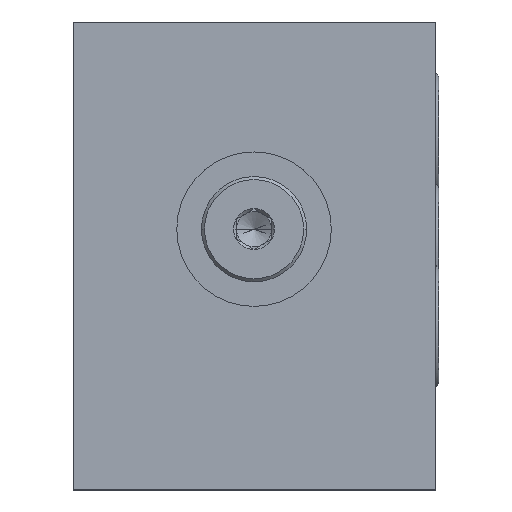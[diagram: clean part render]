
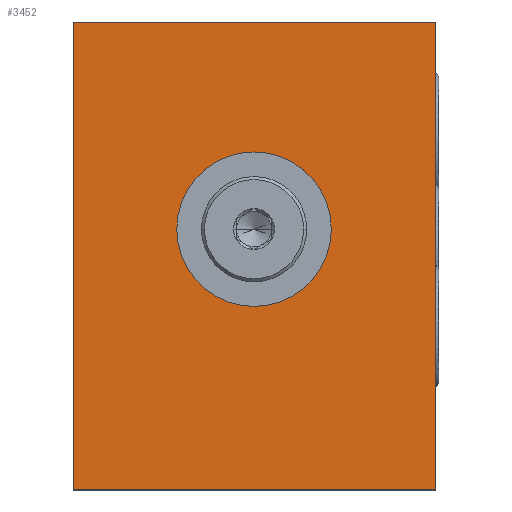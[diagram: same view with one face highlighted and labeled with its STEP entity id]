
A CAD part, top view. The second image highlights one B-rep face of the part: STEP entity #3452.
In plain terms, the highlighted planar face has unit normal (0, 0, 1).
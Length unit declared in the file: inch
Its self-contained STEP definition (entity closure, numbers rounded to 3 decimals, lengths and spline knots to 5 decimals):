
#788=DIRECTION('',(0.,-1.,0.));
#789=VECTOR('',#788,2.5);
#790=CARTESIAN_POINT('',(0.,0.,3.812));
#791=LINE('',#790,#789);
#792=DIRECTION('',(-1.,0.,0.));
#793=VECTOR('',#792,1.938);
#794=CARTESIAN_POINT('',(1.938,0.,3.812));
#795=LINE('',#794,#793);
#796=DIRECTION('',(0.,1.,0.));
#797=VECTOR('',#796,2.5);
#798=CARTESIAN_POINT('',(1.938,-2.5,3.812));
#799=LINE('',#798,#797);
#800=DIRECTION('',(1.,0.,0.));
#801=VECTOR('',#800,1.938);
#802=CARTESIAN_POINT('',(0.,-2.5,3.812));
#803=LINE('',#802,#801);
#804=CARTESIAN_POINT('',(0.969,-1.109,3.812));
#805=DIRECTION('',(0.,0.,-1.));
#806=DIRECTION('',(-1.,0.,0.));
#807=AXIS2_PLACEMENT_3D('',#804,#805,#806);
#809=CARTESIAN_POINT('',(0.969,-1.109,3.812));
#810=DIRECTION('',(0.,0.,-1.));
#811=DIRECTION('',(1.,0.,0.));
#812=AXIS2_PLACEMENT_3D('',#809,#810,#811);
#2480=CARTESIAN_POINT('',(0.,0.,3.812));
#2481=CARTESIAN_POINT('',(0.,-2.5,3.812));
#2482=VERTEX_POINT('',#2480);
#2483=VERTEX_POINT('',#2481);
#2484=CARTESIAN_POINT('',(1.938,-2.5,3.812));
#2485=VERTEX_POINT('',#2484);
#2486=CARTESIAN_POINT('',(1.938,0.,3.812));
#2487=VERTEX_POINT('',#2486);
#2759=CARTESIAN_POINT('',(0.5555,-1.109,
3.812));
#2761=VERTEX_POINT('',#2759);
#2763=CARTESIAN_POINT('',(1.3825,-1.109,3.812));
#2765=VERTEX_POINT('',#2763);
#3434=CARTESIAN_POINT('',(0.,0.,3.812));
#3435=DIRECTION('',(0.,0.,1.));
#3436=DIRECTION('',(1.,0.,0.));
#3437=AXIS2_PLACEMENT_3D('',#3434,#3435,#3436);
#3438=PLANE('',#3437);
#3439=ORIENTED_EDGE('',*,*,#3360,.F.);
#3440=ORIENTED_EDGE('',*,*,#3428,.F.);
#3441=ORIENTED_EDGE('',*,*,#3043,.F.);
#3443=ORIENTED_EDGE('',*,*,#3442,.F.);
#3444=EDGE_LOOP('',(#3439,#3440,#3441,#3443));
#3445=FACE_OUTER_BOUND('',#3444,.F.);
#3447=ORIENTED_EDGE('',*,*,#3446,.F.);
#3449=ORIENTED_EDGE('',*,*,#3448,.F.);
#3450=EDGE_LOOP('',(#3447,#3449));
#3451=FACE_BOUND('',#3450,.F.);
#3452=ADVANCED_FACE('',(#3445,#3451),#3438,.T.);
#808=CIRCLE('',#807,0.4135);
#813=CIRCLE('',#812,0.4135);
#3043=EDGE_CURVE('',#2485,#2487,#799,.T.);
#3360=EDGE_CURVE('',#2482,#2483,#791,.T.);
#3428=EDGE_CURVE('',#2487,#2482,#795,.T.);
#3442=EDGE_CURVE('',#2483,#2485,#803,.T.);
#3446=EDGE_CURVE('',#2761,#2765,#808,.T.);
#3448=EDGE_CURVE('',#2765,#2761,#813,.T.);
